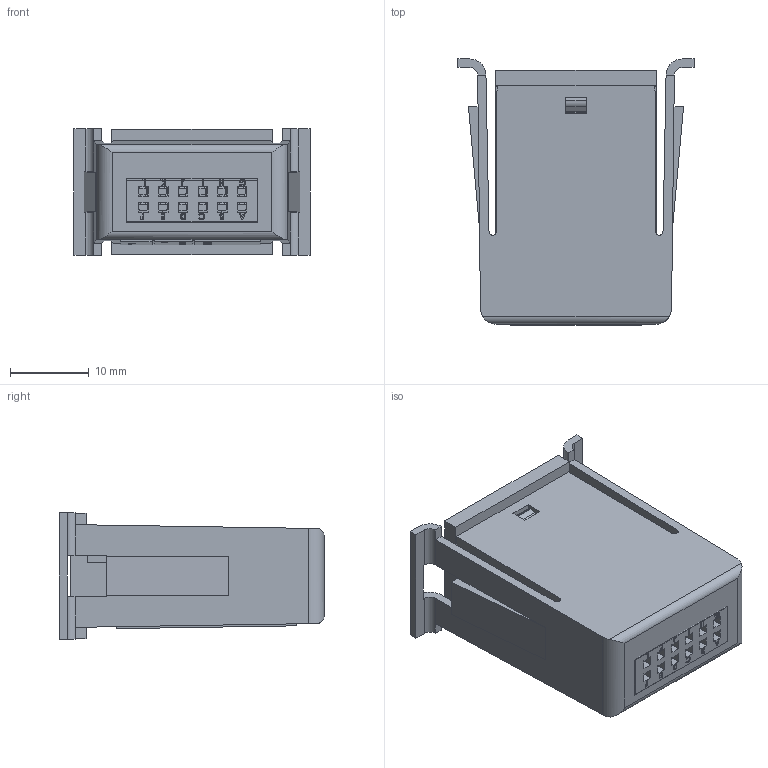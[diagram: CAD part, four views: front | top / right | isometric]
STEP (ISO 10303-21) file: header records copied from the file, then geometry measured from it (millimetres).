
FILE_DESCRIPTION (( 'STEP AP214' ), '1' );
FILE_NAME ('BE-20SB1600.STEP', '2021-05-09T07:51:16', ( '' ), ( '' ), 'SwSTEP 2.0', 'SolidWorks 2020', '' );
FILE_SCHEMA (( 'AUTOMOTIVE_DESIGN' ));
Length unit declared in the file: millimetre
Products named in the file (6): 102134-001_Semens-SB housing, Rating Plug; Siemens Rating plug board; SB-Top Decal; BE-20SB1600; 102135-001_Semens-SB Cover; SB-Front Decal
Assembly tree (5 placements, depth 2):
  BE-20SB1600
    102134-001_Semens-SB housing, Rating Plug
    102135-001_Semens-SB Cover
    Siemens Rating plug board
    SB-Front Decal
    SB-Top Decal
Bounding box: 29.9 x 33.67 x 16.05 mm (x, y, z)
Volume: 5854.3 mm3; surface area: 9830.5 mm2
Topology: 5 solids, 5 shells, 1927 faces, 5153 edges, 3388 vertices
Faces by surface type: plane 1272, bspline 455, cylinder 152, torus 48
Entity records: 92555 total; most frequent: CARTESIAN_POINT 40133, ORIENTED_EDGE 10306, DIRECTION 7544, EDGE_CURVE 5153, LINE 3858, VECTOR 3858, VERTEX_POINT 3388, EDGE_LOOP 2137
